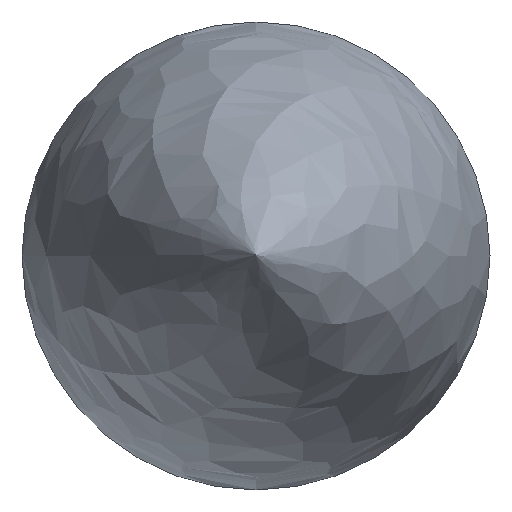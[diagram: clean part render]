
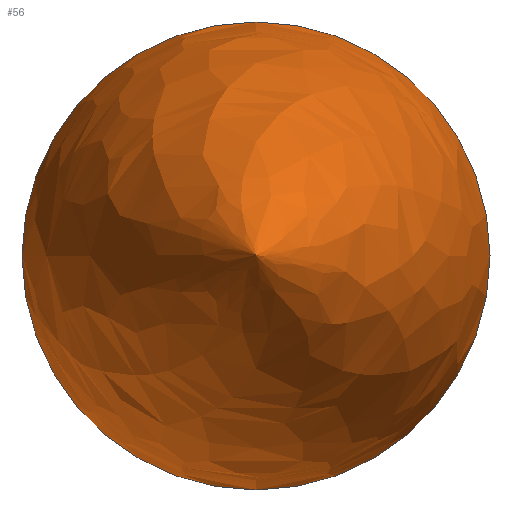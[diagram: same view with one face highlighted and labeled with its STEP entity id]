
A CAD part, top view. The second image highlights one B-rep face of the part: STEP entity #56.
In plain terms, the highlighted free-form (B-spline) face has degree [3, 3] with [4, 7] control points.
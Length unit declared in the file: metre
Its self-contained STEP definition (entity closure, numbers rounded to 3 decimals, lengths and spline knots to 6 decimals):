
#56 = ADVANCED_FACE( '', ( #118, #119 ), #120, .T. );
#118 = FACE_BOUND( '', #217, .T. );
#119 = FACE_OUTER_BOUND( '', #218, .T. );
#120 = ( BOUNDED_SURFACE(  )B_SPLINE_SURFACE( 3, 3, ( ( #221, #222, #223, #224, #225, #226, #227 ), ( #228, #229, #230, #231, #232, #233, #234 ), ( #235, #236, #237, #238, #239, #240, #241 ), ( #242, #243, #244, #245, #246, #247, #248 ) ), .UNSPECIFIED., .F., .T., .F. )B_SPLINE_SURFACE_WITH_KNOTS( ( 4, 4 ), ( 4, 3, 4 ), ( 0., 6.283185 ), ( -0.647571, -0.375456, -0.103342 ), .UNSPECIFIED. )GEOMETRIC_REPRESENTATION_ITEM(  )RATIONAL_B_SPLINE_SURFACE( ( ( 1., 0.333, 0.333, 1., 0.333, 0.333, 1. ), ( 0.975, 0.325, 0.325, 0.975, 0.325, 0.325, 0.975 ), ( 0.975, 0.325, 0.325, 0.975, 0.325, 0.325, 0.975 ), ( 1., 0.333, 0.333, 1., 0.333, 0.333, 1. ) ) )REPRESENTATION_ITEM( '' )SURFACE(  ) );
#217 = VERTEX_LOOP( '', #350 );
#218 = EDGE_LOOP( '', ( #351 ) );
#221 = CARTESIAN_POINT( '', ( -0.02562, 0., 0.025 ) );
#222 = CARTESIAN_POINT( '', ( -0.02562, 0.05124, 0.025 ) );
#223 = CARTESIAN_POINT( '', ( 0.02562, 0.05124, 0.025 ) );
#224 = CARTESIAN_POINT( '', ( 0.02562, 0., 0.025 ) );
#225 = CARTESIAN_POINT( '', ( 0.02562, -0.05124, 0.025 ) );
#226 = CARTESIAN_POINT( '', ( -0.02562, -0.05124, 0.025 ) );
#227 = CARTESIAN_POINT( '', ( -0.02562, 0., 0.025 ) );
#228 = CARTESIAN_POINT( '', ( -0.023157, 0., 0.048747 ) );
#229 = CARTESIAN_POINT( '', ( -0.023157, 0.046314, 0.048747 ) );
#230 = CARTESIAN_POINT( '', ( 0.023157, 0.046314, 0.048747 ) );
#231 = CARTESIAN_POINT( '', ( 0.023157, 0., 0.048747 ) );
#232 = CARTESIAN_POINT( '', ( 0.023157, -0.046314, 0.048747 ) );
#233 = CARTESIAN_POINT( '', ( -0.023157, -0.046314, 0.048747 ) );
#234 = CARTESIAN_POINT( '', ( -0.023157, 0., 0.048747 ) );
#235 = CARTESIAN_POINT( '', ( -0.014402, 0., 0.070959 ) );
#236 = CARTESIAN_POINT( '', ( -0.014402, 0.028805, 0.070959 ) );
#237 = CARTESIAN_POINT( '', ( 0.014402, 0.028805, 0.070959 ) );
#238 = CARTESIAN_POINT( '', ( 0.014402, 0., 0.070959 ) );
#239 = CARTESIAN_POINT( '', ( 0.014402, -0.028805, 0.070959 ) );
#240 = CARTESIAN_POINT( '', ( -0.014402, -0.028805, 0.070959 ) );
#241 = CARTESIAN_POINT( '', ( -0.014402, 0., 0.070959 ) );
#242 = CARTESIAN_POINT( '', ( 0., 0., 0.09 ) );
#243 = CARTESIAN_POINT( '', ( 0., 0., 0.09 ) );
#244 = CARTESIAN_POINT( '', ( 0., 0., 0.09 ) );
#245 = CARTESIAN_POINT( '', ( 0., 0., 0.09 ) );
#246 = CARTESIAN_POINT( '', ( 0., 0., 0.09 ) );
#247 = CARTESIAN_POINT( '', ( 0., 0., 0.09 ) );
#248 = CARTESIAN_POINT( '', ( 0., 0., 0.09 ) );
#350 = VERTEX_POINT( '', #437 );
#351 = ORIENTED_EDGE( '', *, *, #438, .F. );
#437 = CARTESIAN_POINT( '', ( 0., 0., 0.09 ) );
#438 = EDGE_CURVE( '', #503, #503, #504, .T. );
#503 = VERTEX_POINT( '', #595 );
#504 = CIRCLE( '', #596, 0.02562 );
#595 = CARTESIAN_POINT( '', ( -0.02562, 0., 0.025 ) );
#596 = AXIS2_PLACEMENT_3D( '', #641, #642, #643 );
#641 = CARTESIAN_POINT( '', ( 0., 0., 0.025 ) );
#642 = DIRECTION( '', ( 0., 0., -1. ) );
#643 = DIRECTION( '', ( -1., 0., 0. ) );
